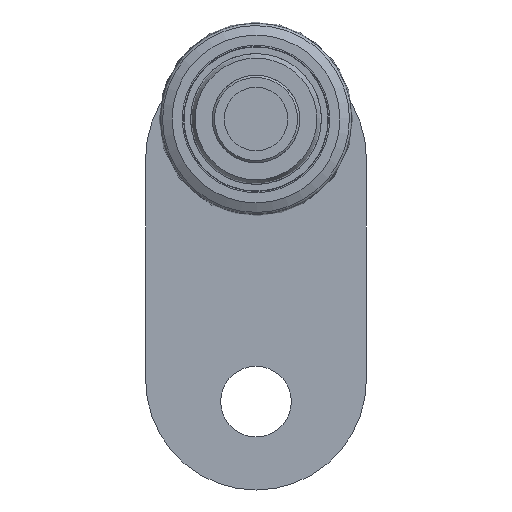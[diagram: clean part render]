
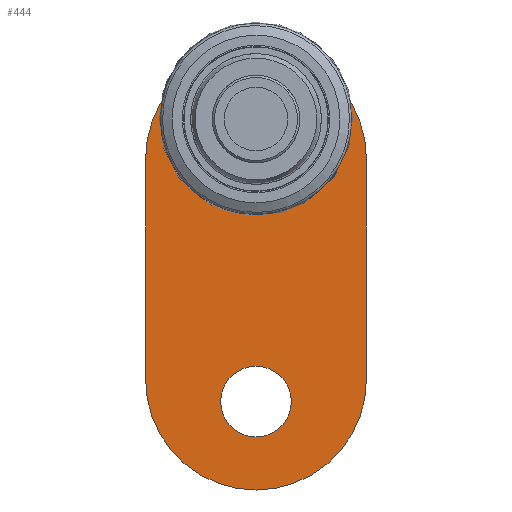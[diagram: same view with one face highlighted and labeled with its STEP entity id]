
A CAD part, front view. The second image highlights one B-rep face of the part: STEP entity #444.
In plain terms, the highlighted face is planar.
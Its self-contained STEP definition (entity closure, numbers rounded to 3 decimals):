
#444=ADVANCED_FACE('',(#749,#750,#751),#752,.T.);
#749=FACE_OUTER_BOUND('',#1091,.T.);
#750=FACE_BOUND('',#1092,.T.);
#751=FACE_BOUND('',#1093,.T.);
#752=PLANE('',#1094);
#1091=EDGE_LOOP('',(#1450,#1451,#1452,#1453));
#1092=EDGE_LOOP('',(#1454));
#1093=EDGE_LOOP('',(#1455));
#1094=AXIS2_PLACEMENT_3D('',#1456,#1457,#1458);
#1450=ORIENTED_EDGE('',*,*,#1900,.T.);
#1451=ORIENTED_EDGE('',*,*,#1901,.T.);
#1452=ORIENTED_EDGE('',*,*,#1888,.T.);
#1453=ORIENTED_EDGE('',*,*,#1902,.T.);
#1454=ORIENTED_EDGE('',*,*,#1903,.F.);
#1455=ORIENTED_EDGE('',*,*,#1875,.F.);
#1456=CARTESIAN_POINT('',(0.,-4.5,2.25));
#1457=DIRECTION('',(0.,0.,1.));
#1458=DIRECTION('',(1.,0.,0.));
#1875=EDGE_CURVE('',#2036,#2036,#2037,.T.);
#1888=EDGE_CURVE('',#2059,#2057,#2060,.T.);
#1900=EDGE_CURVE('',#2078,#2079,#2080,.T.);
#1901=EDGE_CURVE('',#2079,#2059,#2081,.T.);
#1902=EDGE_CURVE('',#2057,#2078,#2082,.T.);
#1903=EDGE_CURVE('',#2083,#2083,#2084,.T.);
#2036=VERTEX_POINT('',#2275);
#2037=CIRCLE('',#2276,4.);
#2057=VERTEX_POINT('',#2296);
#2059=VERTEX_POINT('',#2299);
#2060=CIRCLE('',#2300,12.5);
#2078=VERTEX_POINT('',#2319);
#2079=VERTEX_POINT('',#2320);
#2080=CIRCLE('',#2321,12.5);
#2081=LINE('',#2322,#2323);
#2082=LINE('',#2324,#2325);
#2083=VERTEX_POINT('',#2326);
#2084=CIRCLE('',#2327,3.1);
#2275=CARTESIAN_POINT('',(4.,-32.,2.25));
#2276=AXIS2_PLACEMENT_3D('',#2522,#2523,#2524);
#2296=CARTESIAN_POINT('',(12.5,-29.5,2.25));
#2299=CARTESIAN_POINT('',(-12.5,-29.5,2.25));
#2300=AXIS2_PLACEMENT_3D('',#2547,#2548,#2549);
#2319=CARTESIAN_POINT('',(12.5,-4.5,2.25));
#2320=CARTESIAN_POINT('',(-12.5,-4.5,2.25));
#2321=AXIS2_PLACEMENT_3D('',#2569,#2570,#2571);
#2322=CARTESIAN_POINT('',(-12.5,-4.5,2.25));
#2323=VECTOR('',#2572,1.);
#2324=CARTESIAN_POINT('',(12.5,-4.5,2.25));
#2325=VECTOR('',#2573,1.);
#2326=CARTESIAN_POINT('',(3.1,0.,2.25));
#2327=AXIS2_PLACEMENT_3D('',#2574,#2575,#2576);
#2522=CARTESIAN_POINT('',(0.,-32.,2.25));
#2523=DIRECTION('',(0.,0.,1.));
#2524=DIRECTION('',(1.,0.,0.));
#2547=CARTESIAN_POINT('',(0.,-29.5,2.25));
#2548=DIRECTION('',(0.,0.,1.));
#2549=DIRECTION('',(1.,0.,0.));
#2569=CARTESIAN_POINT('',(0.,-4.5,2.25));
#2570=DIRECTION('',(0.,0.,1.));
#2571=DIRECTION('',(1.,0.,0.));
#2572=DIRECTION('',(0.,-1.,0.));
#2573=DIRECTION('',(0.,1.,0.));
#2574=CARTESIAN_POINT('',(0.,0.,2.25));
#2575=DIRECTION('',(0.,0.,1.));
#2576=DIRECTION('',(1.,0.,0.));
